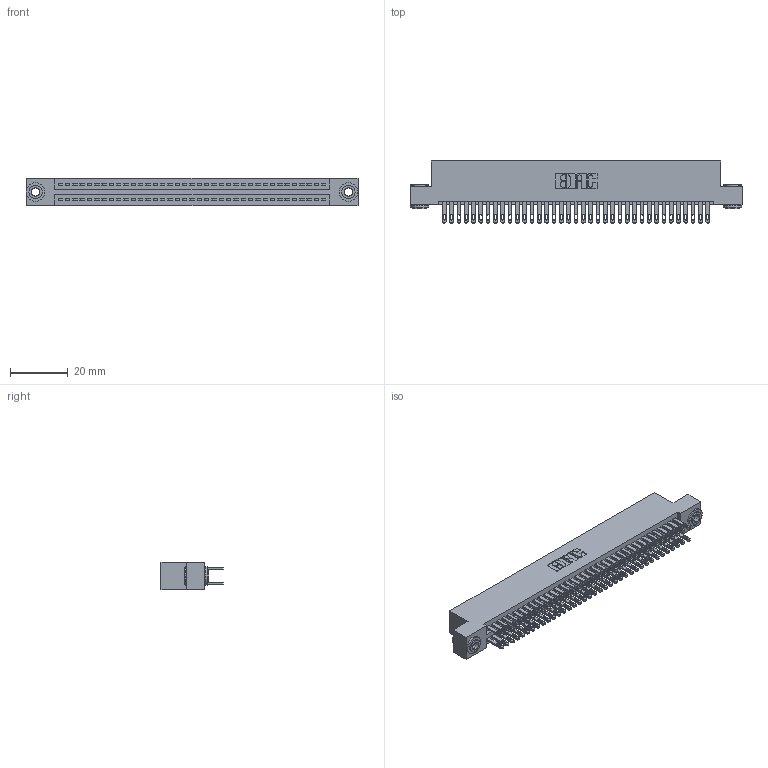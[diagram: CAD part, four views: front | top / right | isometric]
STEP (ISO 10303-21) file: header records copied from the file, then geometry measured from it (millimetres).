
FILE_DESCRIPTION (( 'STEP AP203' ), '1' );
FILE_NAME ('345-074-500-203.STEP', '2018-10-02T10:46:08', ( '' ), ( '' ), 'SwSTEP 2.0', 'SolidWorks 2016', '' );
FILE_SCHEMA (( 'CONFIG_CONTROL_DESIGN' ));
Length unit declared in the file: inch
Products named in the file (4): 345-074-500-203; 345-292-001_345-293-100; 345 Part_Flush Mounting Lugs - 0.156 Dia-TH; 345-250-002_345-250-002-102
Assembly tree (77 placements, depth 2):
  345-074-500-203
    345 Part_Flush Mounting Lugs - 0.156 Dia-TH
    345-292-001_345-293-100  x74
    345-250-002_345-250-002-102  x2
Bounding box: 115.19 x 21.51 x 9.4 mm (x, y, z)
Volume: 11388.7 mm3; surface area: 17697.2 mm2
Topology: 77 solids, 77 shells, 3568 faces, 10851 edges, 7230 vertices
Faces by surface type: plane 2088, cylinder 1472, cone 8
Entity records: 30284 total; most frequent: CARTESIAN_POINT 5055, ORIENTED_EDGE 4982, DIRECTION 4497, EDGE_CURVE 2491, LINE 2183, VECTOR 2183, VERTEX_POINT 1658, AXIS2_PLACEMENT_3D 1157
